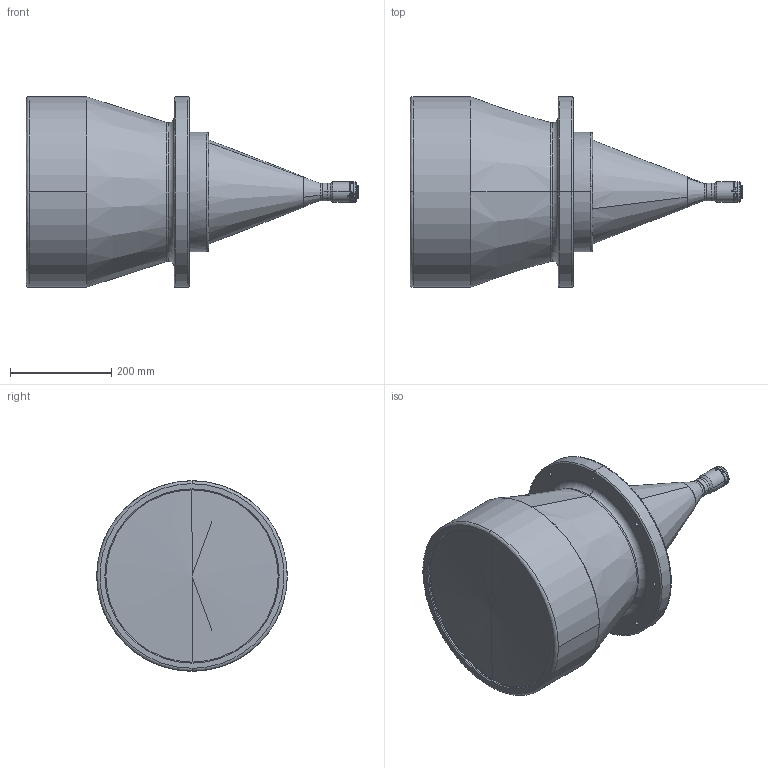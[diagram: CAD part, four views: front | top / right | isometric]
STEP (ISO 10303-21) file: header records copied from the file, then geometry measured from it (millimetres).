
FILE_DESCRIPTION (( 'STEP AP203' ), '1' );
FILE_NAME ('DTCM110-300-AL.STEP', '2017-11-03T08:12:48', ( 'frank' ), ( '' ), 'SwSTEP 2.0', 'SolidWorks 2012', '' );
FILE_SCHEMA (( 'CONFIG_CONTROL_DESIGN' ));
Length unit declared in the file: millimetre
Products named in the file (1): DTCM110-300-AL
Bounding box: 655.36 x 376 x 376 mm (x, y, z)
Volume: 34642628.2 mm3; surface area: 738037.7 mm2
Topology: 1 solids, 6 shells, 184 faces, 442 edges, 281 vertices
Faces by surface type: cylinder 96, cone 50, plane 22, bspline 14, torus 2
Entity records: 6336 total; most frequent: CARTESIAN_POINT 2130, ORIENTED_EDGE 876, DIRECTION 837, EDGE_CURVE 438, AXIS2_PLACEMENT_3D 352, VERTEX_POINT 281, EDGE_LOOP 215, ADVANCED_FACE 184
